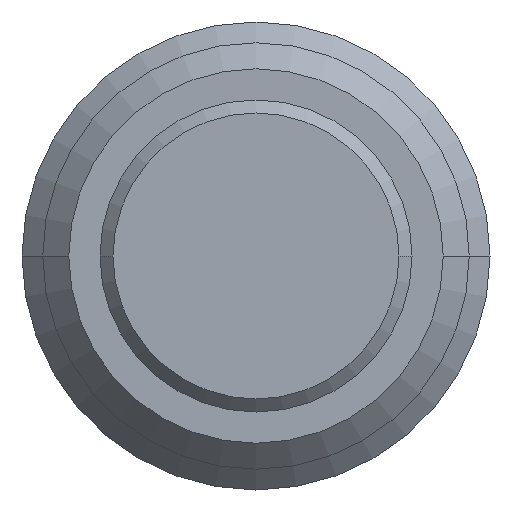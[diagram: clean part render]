
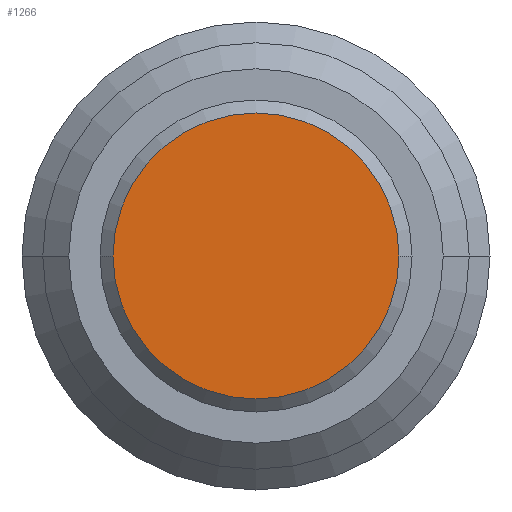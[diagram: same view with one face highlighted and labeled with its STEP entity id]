
A CAD part, front view. The second image highlights one B-rep face of the part: STEP entity #1266.
In plain terms, the highlighted planar face has unit normal (0, -1, 0).
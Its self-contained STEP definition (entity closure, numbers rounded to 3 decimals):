
#575=CARTESIAN_POINT('',(0.,-63.5,0.));
#576=DIRECTION('',(0.,1.,0.));
#577=DIRECTION('',(-1.,0.,0.));
#578=AXIS2_PLACEMENT_3D('',#575,#576,#577);
#583=CARTESIAN_POINT('',(0.,-63.5,0.));
#584=DIRECTION('',(0.,-1.,0.));
#585=DIRECTION('',(-1.,0.,0.));
#586=AXIS2_PLACEMENT_3D('',#583,#584,#585);
#911=CARTESIAN_POINT('',(-5.5,-63.5,0.));
#912=CARTESIAN_POINT('',(5.5,-63.5,0.));
#913=VERTEX_POINT('',#911);
#914=VERTEX_POINT('',#912);
#1257=CARTESIAN_POINT('',(0.,-63.5,0.));
#1258=DIRECTION('',(0.,1.,0.));
#1259=DIRECTION('',(1.,0.,0.));
#1260=AXIS2_PLACEMENT_3D('',#1257,#1258,#1259);
#1261=PLANE('',#1260);
#1262=ORIENTED_EDGE('',*,*,#1250,.F.);
#1263=ORIENTED_EDGE('',*,*,#1239,.T.);
#1264=EDGE_LOOP('',(#1262,#1263));
#1265=FACE_OUTER_BOUND('',#1264,.F.);
#1266=ADVANCED_FACE('',(#1265),#1261,.F.);
#579=CIRCLE('',#578,5.5);
#587=CIRCLE('',#586,5.5);
#1239=EDGE_CURVE('',#913,#914,#579,.T.);
#1250=EDGE_CURVE('',#913,#914,#587,.T.);
